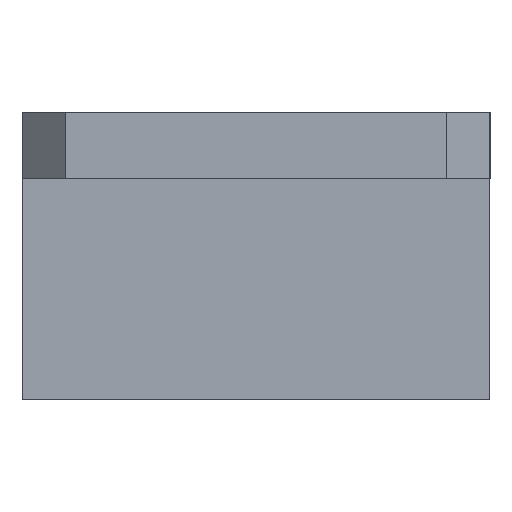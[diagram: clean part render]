
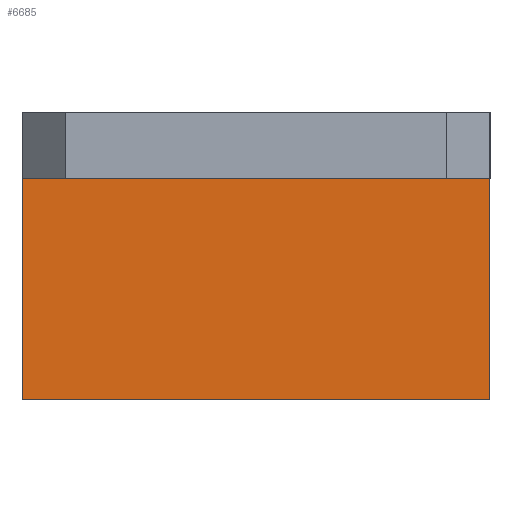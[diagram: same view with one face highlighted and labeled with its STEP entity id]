
A CAD part, front view. The second image highlights one B-rep face of the part: STEP entity #6685.
In plain terms, the highlighted planar face has unit normal (0, -1, 0).
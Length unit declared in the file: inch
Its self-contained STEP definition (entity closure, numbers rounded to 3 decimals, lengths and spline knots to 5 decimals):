
#368 = LINE ( 'NONE', #18727, #2759 ) ;
#530 = VERTEX_POINT ( 'NONE', #21354 ) ;
#758 = VECTOR ( 'NONE', #5620, 39.37008 ) ;
#1414 = CARTESIAN_POINT ( 'NONE',  ( 0.815, -0.379, -0.23 ) ) ;
#2095 = VECTOR ( 'NONE', #20309, 39.37008 ) ;
#2759 = VECTOR ( 'NONE', #3135, 39.37008 ) ;
#2878 = EDGE_CURVE ( 'NONE', #8824, #6868, #5366, .T. ) ;
#3135 = DIRECTION ( 'NONE',  ( 0., 0., -1. ) ) ;
#3734 = CARTESIAN_POINT ( 'NONE',  ( 1.89549, -0.379, -1. ) ) ;
#5366 = LINE ( 'NONE', #1414, #2095 ) ;
#5482 = CARTESIAN_POINT ( 'NONE',  ( 1.89549, -0.379, -0.23 ) ) ;
#5620 = DIRECTION ( 'NONE',  ( -1., 0., 0. ) ) ;
#6479 = EDGE_CURVE ( 'NONE', #16576, #530, #368, .T. ) ;
#6685 = ADVANCED_FACE ( 'NONE', ( #17048 ), #6994, .F. ) ;
#6723 = LINE ( 'NONE', #3734, #758 ) ;
#6828 = ORIENTED_EDGE ( 'NONE', *, *, #14661, .T. ) ;
#6868 = VERTEX_POINT ( 'NONE', #9317 ) ;
#6925 = DIRECTION ( 'NONE',  ( 0., 0., 1. ) ) ;
#6994 = PLANE ( 'NONE',  #19951 ) ;
#6998 = LINE ( 'NONE', #13989, #14221 ) ;
#8789 = DIRECTION ( 'NONE',  ( -1., 0., 0. ) ) ;
#8824 = VERTEX_POINT ( 'NONE', #17848 ) ;
#9317 = CARTESIAN_POINT ( 'NONE',  ( 0.815, -0.379, -1. ) ) ;
#9557 = ORIENTED_EDGE ( 'NONE', *, *, #2878, .F. ) ;
#9956 = CARTESIAN_POINT ( 'NONE',  ( -0.815, -0.379, -0.23 ) ) ;
#13989 = CARTESIAN_POINT ( 'NONE',  ( 1.89549, -0.379, -0.23 ) ) ;
#14049 = ORIENTED_EDGE ( 'NONE', *, *, #19443, .F. ) ;
#14221 = VECTOR ( 'NONE', #8789, 39.37008 ) ;
#14661 = EDGE_CURVE ( 'NONE', #8824, #16576, #6998, .T. ) ;
#16449 = ORIENTED_EDGE ( 'NONE', *, *, #6479, .T. ) ;
#16576 = VERTEX_POINT ( 'NONE', #9956 ) ;
#17048 = FACE_OUTER_BOUND ( 'NONE', #17535, .T. ) ;
#17535 = EDGE_LOOP ( 'NONE', ( #9557, #6828, #16449, #14049 ) ) ;
#17848 = CARTESIAN_POINT ( 'NONE',  ( 0.815, -0.379, -0.23 ) ) ;
#18727 = CARTESIAN_POINT ( 'NONE',  ( -0.815, -0.379, -0.23 ) ) ;
#18946 = DIRECTION ( 'NONE',  ( 0., 1., 0. ) ) ;
#19443 = EDGE_CURVE ( 'NONE', #6868, #530, #6723, .T. ) ;
#19951 = AXIS2_PLACEMENT_3D ( 'NONE', #5482, #18946, #6925 ) ;
#20309 = DIRECTION ( 'NONE',  ( 0., 0., -1. ) ) ;
#21354 = CARTESIAN_POINT ( 'NONE',  ( -0.815, -0.379, -1. ) ) ;
